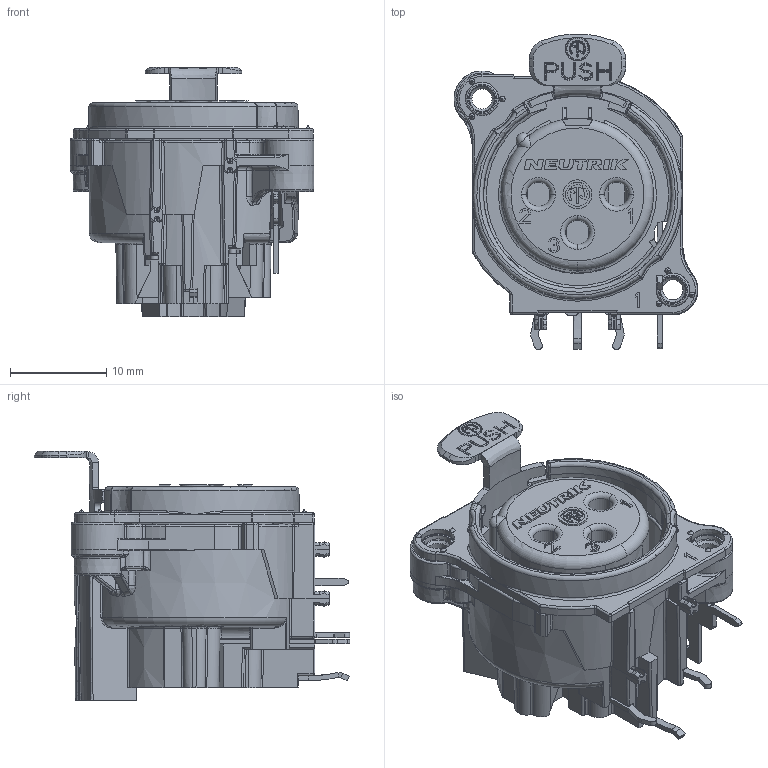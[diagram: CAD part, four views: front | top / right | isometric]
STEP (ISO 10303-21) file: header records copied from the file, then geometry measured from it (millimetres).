
FILE_DESCRIPTION((''),'2;1');
FILE_NAME('30010555','2024-06-24T10:26:38',('phk'),(''),'CREO PARAMETRIC BY PTC INC, 2023424','CREO PARAMETRIC BY PTC INC, 2023424','');
FILE_SCHEMA(('AUTOMOTIVE_DESIGN { 1 0 10303 214 1 1 1 1 }'));
Products named in the file (1): 30010555
Bounding box: 25.3 x 32.7 x 25.9 mm (x, y, z)
Volume: 5994.8 mm3; surface area: 5399.6 mm2
Topology: 1 solids, 3 shells, 2074 faces, 5464 edges, 3378 vertices
Faces by surface type: plane 979, cylinder 430, bspline 281, torus 158, cone 123, sphere 74, extrusion 29
Entity records: 104501 total; most frequent: CARTESIAN_POINT 25288, ORIENTED_EDGE 10920, DIRECTION 9172, PRESENTATION_STYLE_ASSIGNMENT 7462, STYLED_ITEM 5492, CURVE_STYLE 5491, EDGE_CURVE 5460, VERTEX_POINT 3377
